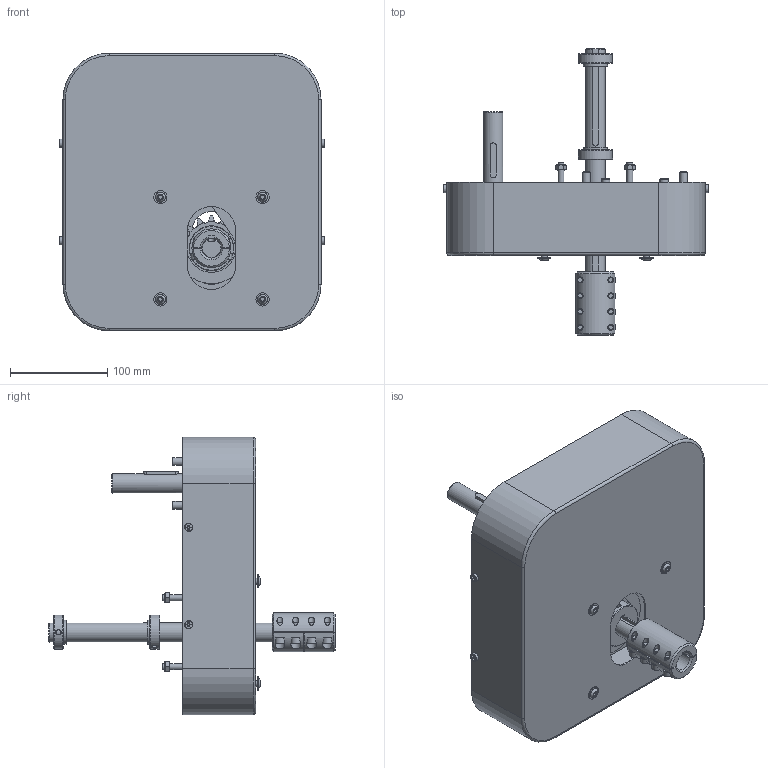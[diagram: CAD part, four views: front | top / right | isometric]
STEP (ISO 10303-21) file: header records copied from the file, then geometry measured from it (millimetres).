
FILE_DESCRIPTION(/* description */ (''),/* implementation_level */ '2;1');
FILE_NAME(/* name */ '88-1D0-1.stp',/* time_stamp */ '2022-04-15T08:12:40-04:00',/* author */ ('jmurphy'),/* organization */ (''),/* preprocessor_version */ 'ST-DEVELOPER v18.1',/* originating_system */ 'AutoCAD Mechanical',/* authorisation */ '');
FILE_SCHEMA (('AUTOMOTIVE_DESIGN { 1 0 10303 214 3 1 1 }'));
Length unit declared in the file: millimetre
Products named in the file (24): Product; 88-1D0-1.RA; 21_12200; DIN6912 M5x12 ohne Gewinde; 6261K442; BSP40B15-N-20; C-BGCA6904ZZ; _C-BGCA6904ZZ_b; _C-B6904ZZ; _RRING-C-INT-37; 21_12400; M6X20LHSCS-0; 6026N32; SC2013CB3; SSFGKR20-260-KA0-A100-KB160-B100 - drive shaft; SSFGKR20-145-KA32-A36-KB110-B35 - drive pulley shaft; 96717A230 - key 6mm x 36; 21_12381; M6X16FBHCS-0; PLSBWRK12-60; M6 Flat Washer; M6 Nylock Nut; 21_12450; ACADMENU
Assembly tree (100 placements, depth 4):
  Product
    ACADMENU  x40
    88-1D0-1.RA
      21_12200  x6
        ACADMENU
        DIN6912 M5x12 ohne Gewinde
      6261K442
      BSP40B15-N-20  x2
      C-BGCA6904ZZ
        _C-BGCA6904ZZ_b
        _C-B6904ZZ
        _RRING-C-INT-37
      21_12400  x2
        M6X20LHSCS-0
      SC2013CB3  x3
      6026N32
      SSFGKR20-260-KA0-A100-KB160-B100 - drive shaft
      SSFGKR20-145-KA32-A36-KB110-B35 - drive pulley shaft
      96717A230 - key 6mm x 36
      21_12381  x4
        M6X16FBHCS-0
      PLSBWRK12-60  x4
      M6 Flat Washer  x4
      M6 Nylock Nut  x4
      21_12450  x4
        ACADMENU
Bounding box: 272 x 294.3 x 285 mm (x, y, z)
Volume: 1510168.4 mm3; surface area: 614793.7 mm2
Topology: 70 solids, 73 shells, 1483 faces, 3377 edges, 2169 vertices
Faces by surface type: plane 662, cylinder 459, cone 241, torus 117, sphere 4
Full cylindrical faces by diameter (mm): 2.5 x8, 4 x6, 4.4 x4, 4.8 x6, 4.917 x14, 5 x10, 5.076 x4, 6 x34, 6.4 x4, 6.538 x4, 6.647 x2, 7 x4, 8 x4, 8.4 x4, 8.5 x10, 10 x6, 11 x2, 12 x4, 13 x4, 13.6 x4, 17 x4, 20 x6, 24.7 x3, 25.1 x2, 31.9 x2, 34 x1, 35 x3, 37 x3, 39 x1, 40 x1
Entity records: 30390 total; most frequent: CARTESIAN_POINT 7639, DIRECTION 4921, ORIENTED_EDGE 4300, EDGE_CURVE 2150, AXIS2_PLACEMENT_3D 1975, VERTEX_POINT 1398, EDGE_LOOP 1160, LINE 971
